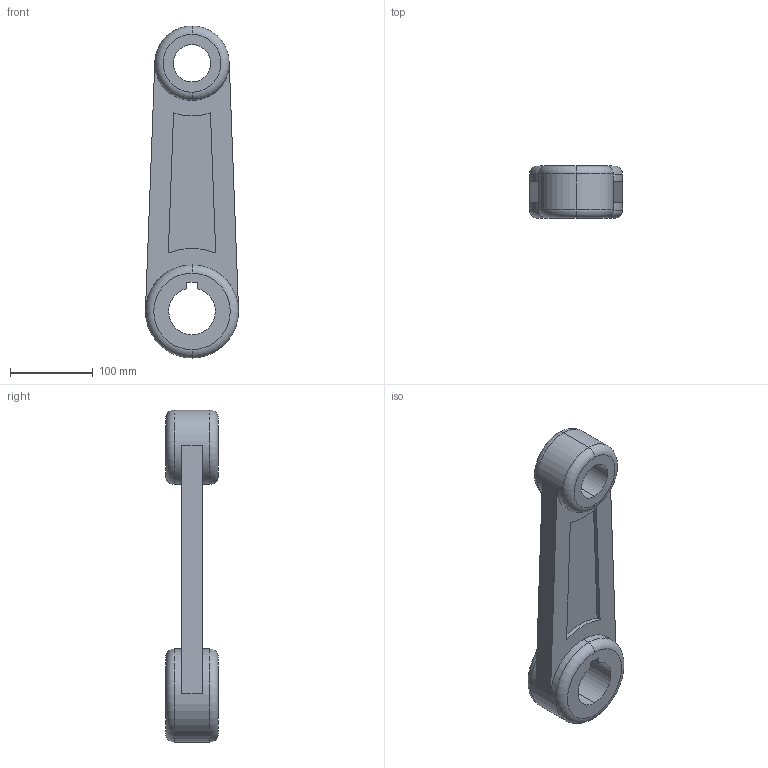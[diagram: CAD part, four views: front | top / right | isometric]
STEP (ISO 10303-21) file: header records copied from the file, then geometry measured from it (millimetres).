
FILE_DESCRIPTION (( 'STEP AP214' ), '1' );
FILE_NAME ('Arm.STEP', '2025-07-22T13:59:21', ( '' ), ( '' ), 'SwSTEP 2.0', 'SolidWorks 2023', '' );
FILE_SCHEMA (( 'AUTOMOTIVE_DESIGN' ));
Length unit declared in the file: millimetre
Products named in the file (1): Arm
Bounding box: 112.5 x 63.3 x 401.25 mm (x, y, z)
Volume: 1214991.5 mm3; surface area: 135990.4 mm2
Topology: 1 solids, 1 shells, 39 faces, 97 edges, 62 vertices
Faces by surface type: plane 17, cylinder 14, torus 8
Entity records: 1210 total; most frequent: DIRECTION 229, CARTESIAN_POINT 199, ORIENTED_EDGE 194, EDGE_CURVE 97, AXIS2_PLACEMENT_3D 92, VERTEX_POINT 62, CIRCLE 52, EDGE_LOOP 45
